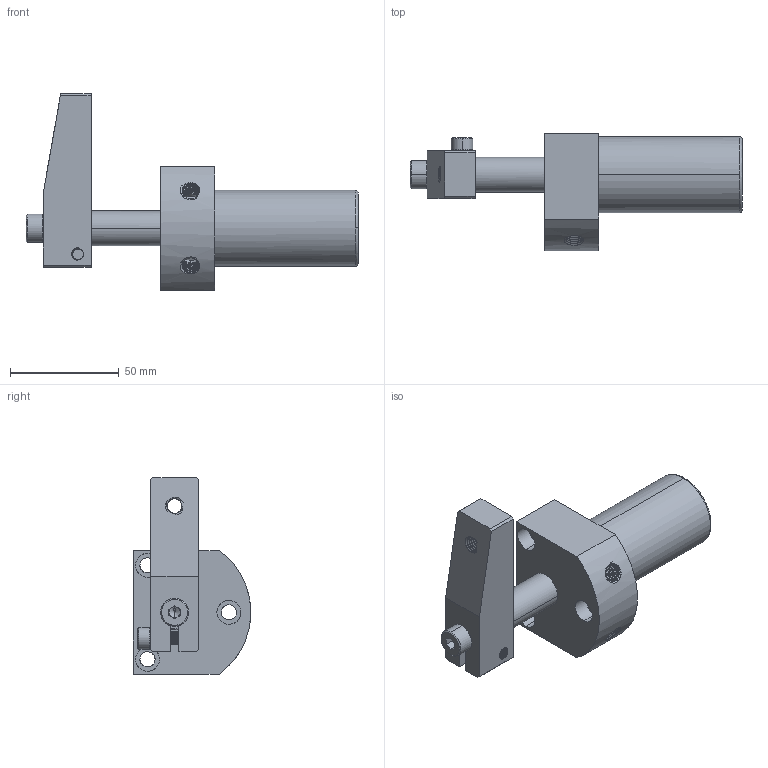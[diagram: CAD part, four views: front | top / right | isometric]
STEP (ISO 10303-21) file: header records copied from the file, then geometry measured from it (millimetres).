
FILE_DESCRIPTION (( 'STEP AP214' ), '1' );
FILE_NAME ('050-52_asm.STEP', '2019-05-21T07:08:50', ( '' ), ( '' ), 'SwSTEP 2.0', 'SolidWorks 2016', '' );
FILE_SCHEMA (( 'AUTOMOTIVE_DESIGN' ));
Length unit declared in the file: millimetre
Products named in the file (6): M8LC; 050-52YB; 050-52HSG; 050-52BT; 050-52_asm; M6LC
Assembly tree (5 placements, depth 2):
  050-52_asm
    050-52BT
    050-52HSG
    050-52YB
    M8LC
    M6LC
Bounding box: 153 x 54.02 x 90.5 mm (x, y, z)
Volume: 153490.5 mm3; surface area: 48207.2 mm2
Topology: 5 solids, 5 shells, 447 faces, 1378 edges, 951 vertices
Faces by surface type: cylinder 266, plane 81, bspline 77, cone 23
Entity records: 59838 total; most frequent: CARTESIAN_POINT 49035, ORIENTED_EDGE 2740, DIRECTION 1396, EDGE_CURVE 1370, VERTEX_POINT 951, B_SPLINE_CURVE_WITH_KNOTS 830, AXIS2_PLACEMENT_3D 490, EDGE_LOOP 485
